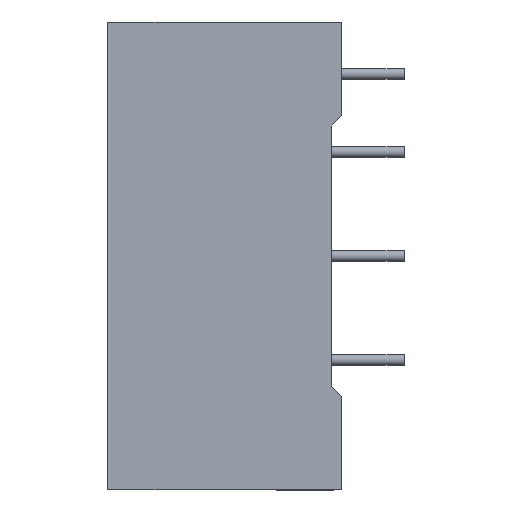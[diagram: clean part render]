
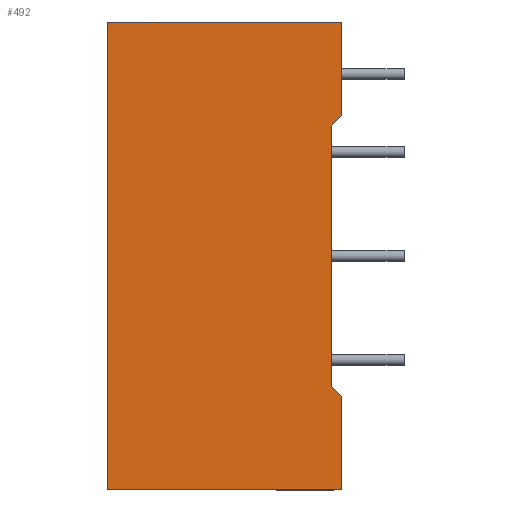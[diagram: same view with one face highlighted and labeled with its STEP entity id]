
A CAD part, left-side view. The second image highlights one B-rep face of the part: STEP entity #492.
In plain terms, the highlighted planar face has unit normal (-1, 0, 0).
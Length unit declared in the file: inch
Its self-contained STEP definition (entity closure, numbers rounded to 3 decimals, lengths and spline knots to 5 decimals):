
#20 = DIRECTION ( 'NONE',  ( 0., 0., -1. ) ) ;
#29 = EDGE_CURVE ( 'NONE', #215, #210, #1682, .T. ) ;
#46 = CARTESIAN_POINT ( 'NONE',  ( -1.22047, 0., -0.88583 ) ) ;
#97 = DIRECTION ( 'NONE',  ( 0., 0., 1. ) ) ;
#111 = EDGE_CURVE ( 'NONE', #1455, #1395, #123, .T. ) ;
#112 = VERTEX_POINT ( 'NONE', #589 ) ;
#123 = LINE ( 'NONE', #1210, #1815 ) ;
#181 = LINE ( 'NONE', #917, #1706 ) ;
#190 = CARTESIAN_POINT ( 'NONE',  ( -1.22047, 0.88583, -0.88583 ) ) ;
#202 = LINE ( 'NONE', #1307, #1431 ) ;
#205 = LINE ( 'NONE', #1134, #1781 ) ;
#210 = VERTEX_POINT ( 'NONE', #259 ) ;
#215 = VERTEX_POINT ( 'NONE', #1959 ) ;
#237 = LINE ( 'NONE', #1450, #1256 ) ;
#259 = CARTESIAN_POINT ( 'NONE',  ( -1.22047, 0.88583, 0.88583 ) ) ;
#264 = VERTEX_POINT ( 'NONE', #46 ) ;
#323 = DIRECTION ( 'NONE',  ( 0., 0., 1. ) ) ;
#334 = EDGE_LOOP ( 'NONE', ( #350, #1736, #1241, #1477, #684, #1444, #845, #965 ) ) ;
#346 = EDGE_CURVE ( 'NONE', #215, #264, #1443, .T. ) ;
#350 = ORIENTED_EDGE ( 'NONE', *, *, #605, .F. ) ;
#470 = DIRECTION ( 'NONE',  ( 1., 0., 0. ) ) ;
#492 = ADVANCED_FACE ( 'NONE', ( #946 ), #780, .F. ) ;
#537 = DIRECTION ( 'NONE',  ( 0., -1., 0. ) ) ;
#541 = VECTOR ( 'NONE', #323, 39.37008 ) ;
#571 = CARTESIAN_POINT ( 'NONE',  ( -1.22047, 0.88583, -0.88583 ) ) ;
#589 = CARTESIAN_POINT ( 'NONE',  ( -1.22047, 0.03937, -0.49213 ) ) ;
#605 = EDGE_CURVE ( 'NONE', #1056, #112, #237, .T. ) ;
#609 = CARTESIAN_POINT ( 'NONE',  ( -1.22047, 0.03937, 0.49213 ) ) ;
#684 = ORIENTED_EDGE ( 'NONE', *, *, #29, .F. ) ;
#780 = PLANE ( 'NONE',  #1401 ) ;
#838 = EDGE_CURVE ( 'NONE', #1056, #1455, #205, .T. ) ;
#845 = ORIENTED_EDGE ( 'NONE', *, *, #948, .T. ) ;
#917 = CARTESIAN_POINT ( 'NONE',  ( -1.22047, 0.88583, 0.88583 ) ) ;
#946 = FACE_OUTER_BOUND ( 'NONE', #334, .T. ) ;
#948 = EDGE_CURVE ( 'NONE', #264, #1427, #1780, .T. ) ;
#965 = ORIENTED_EDGE ( 'NONE', *, *, #1847, .T. ) ;
#1056 = VERTEX_POINT ( 'NONE', #609 ) ;
#1117 = DIRECTION ( 'NONE',  ( 0., 0.707, 0.707 ) ) ;
#1134 = CARTESIAN_POINT ( 'NONE',  ( -1.22047, 0.03937, 0.49213 ) ) ;
#1210 = CARTESIAN_POINT ( 'NONE',  ( -1.22047, 0., -0.88583 ) ) ;
#1241 = ORIENTED_EDGE ( 'NONE', *, *, #111, .T. ) ;
#1256 = VECTOR ( 'NONE', #1620, 39.37008 ) ;
#1287 = VECTOR ( 'NONE', #1618, 39.37008 ) ;
#1307 = CARTESIAN_POINT ( 'NONE',  ( -1.22047, 0.03937, -0.49213 ) ) ;
#1313 = CARTESIAN_POINT ( 'NONE',  ( -1.22047, 0., 0.5315 ) ) ;
#1342 = CARTESIAN_POINT ( 'NONE',  ( -1.22047, 0., -0.88583 ) ) ;
#1395 = VERTEX_POINT ( 'NONE', #1461 ) ;
#1401 = AXIS2_PLACEMENT_3D ( 'NONE', #190, #470, #20 ) ;
#1427 = VERTEX_POINT ( 'NONE', #1810 ) ;
#1431 = VECTOR ( 'NONE', #1117, 39.37008 ) ;
#1439 = DIRECTION ( 'NONE',  ( 0., -0.707, 0.707 ) ) ;
#1443 = LINE ( 'NONE', #571, #1970 ) ;
#1444 = ORIENTED_EDGE ( 'NONE', *, *, #346, .T. ) ;
#1450 = CARTESIAN_POINT ( 'NONE',  ( -1.22047, 0.03937, 0.49213 ) ) ;
#1455 = VERTEX_POINT ( 'NONE', #1313 ) ;
#1461 = CARTESIAN_POINT ( 'NONE',  ( -1.22047, 0., 0.88583 ) ) ;
#1477 = ORIENTED_EDGE ( 'NONE', *, *, #1792, .F. ) ;
#1525 = DIRECTION ( 'NONE',  ( 0., -1., 0. ) ) ;
#1618 = DIRECTION ( 'NONE',  ( 0., 0., 1. ) ) ;
#1620 = DIRECTION ( 'NONE',  ( 0., 0., -1. ) ) ;
#1650 = CARTESIAN_POINT ( 'NONE',  ( -1.22047, 0.88583, -0.88583 ) ) ;
#1682 = LINE ( 'NONE', #1650, #541 ) ;
#1706 = VECTOR ( 'NONE', #1525, 39.37008 ) ;
#1736 = ORIENTED_EDGE ( 'NONE', *, *, #838, .T. ) ;
#1780 = LINE ( 'NONE', #1342, #1287 ) ;
#1781 = VECTOR ( 'NONE', #1439, 39.37008 ) ;
#1792 = EDGE_CURVE ( 'NONE', #210, #1395, #181, .T. ) ;
#1810 = CARTESIAN_POINT ( 'NONE',  ( -1.22047, 0., -0.5315 ) ) ;
#1815 = VECTOR ( 'NONE', #97, 39.37008 ) ;
#1847 = EDGE_CURVE ( 'NONE', #1427, #112, #202, .T. ) ;
#1959 = CARTESIAN_POINT ( 'NONE',  ( -1.22047, 0.88583, -0.88583 ) ) ;
#1970 = VECTOR ( 'NONE', #537, 39.37008 ) ;
